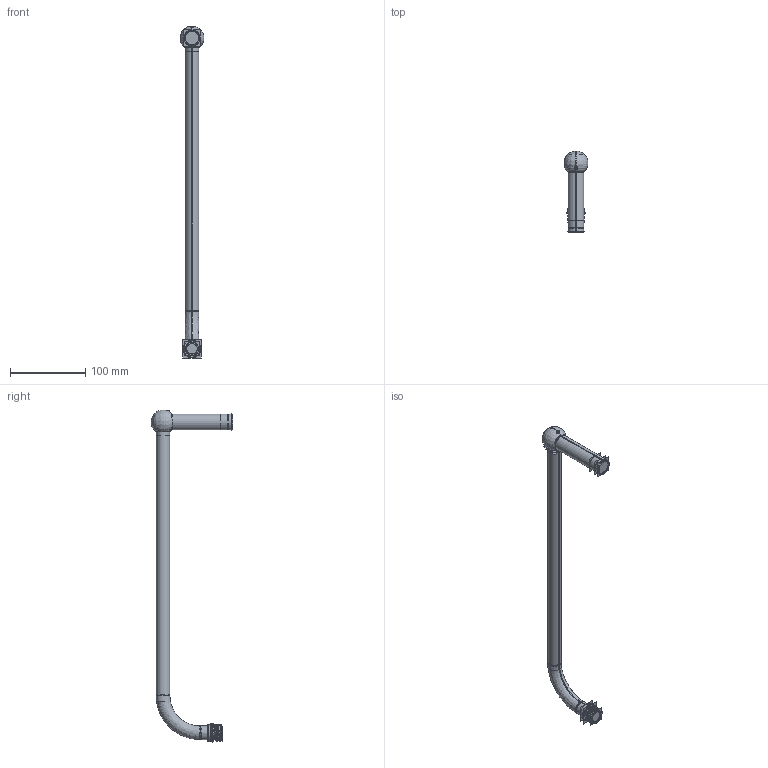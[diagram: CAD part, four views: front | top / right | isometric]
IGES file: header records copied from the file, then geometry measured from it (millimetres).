
Start section:  PTC IGES file: V11-1.igs
Global section: file name: V11-1.igs; native system: Pro/ENGINEER by Parametric Technology Corporation; preprocessor: 2009210; author: Administrator; organization: Unknown; date: 20141208.155637; units: millimetre
Bounding box: 31.78 x 108.76 x 440.49 mm (x, y, z)
Volume: 44100.1 mm3; surface area: 294198.3 mm2
Topology: 4 solids, 4 shells, 360 faces, 1890 edges, 2424 vertices
Faces by surface type: revolution 236, bspline 124
